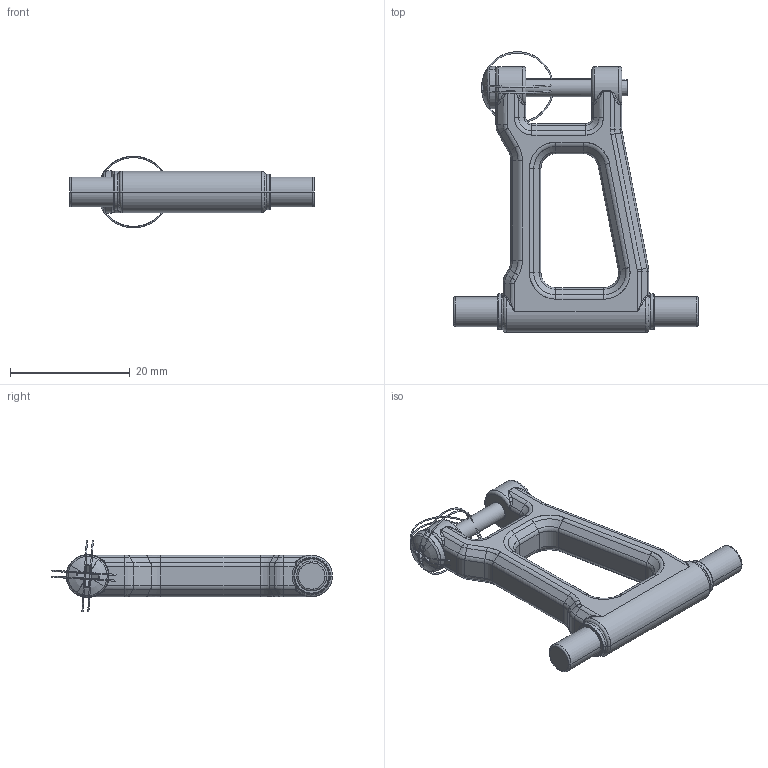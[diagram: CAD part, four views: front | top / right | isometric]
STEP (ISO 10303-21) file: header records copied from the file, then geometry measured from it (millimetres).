
FILE_DESCRIPTION(/* description */ ('CAx-IF Rec.Pracs.---Representation and Presentation of Product Manufacturing Information (PMI)---4.0---2014-10-13','CAx-IF Rec.Pracs.---3D Tessellated Geometry---0.4---2014-09-14','2;1'),/* implementation_level */ '2;1');
FILE_NAME(/* name */ 'Triangle arriere sup. B4 51003',/* time_stamp */ '2024-09-28T20:43:41+02:00',/* author */ (''),/* organization */ (''),/* preprocessor_version */ 'ST-DEVELOPER v16.7',/* originating_system */ 'SIEMENS PLM Software NX 1867',/* authorisation */ $);
FILE_SCHEMA (('AP242_MANAGED_MODEL_BASED_3D_ENGINEERING_MIM_LF { 1 0 10303 442 1 1 4 }'));
Length unit declared in the file: millimetre
Products named in the file (2): Triangle arriere sup. B4 51003; Vis 3x22 MA10 9805755
Assembly tree (1 placements, depth 2):
  Triangle arriere sup. B4 51003
    Vis 3x22 MA10 9805755
Bounding box: 40.8 x 46.8 x 12 mm (x, y, z)
Surface area: 3141.5 mm2 (no closed solid volume)
Topology: 0 solids, 526 shells, 524 faces, 2291 edges, 2264 vertices
Faces by surface type: cylinder 139, torus 133, bspline 132, plane 70, cone 31, sphere 19
Entity records: 35591 total; most frequent: CARTESIAN_POINT 16772, VERTEX_POINT 2264, ORIENTED_EDGE 2255, EDGE_CURVE 2255, DIRECTION 1751, B_SPLINE_CURVE_WITH_KNOTS 1641, AXIS2_PLACEMENT_3D 743, FACE_BOUND 533
